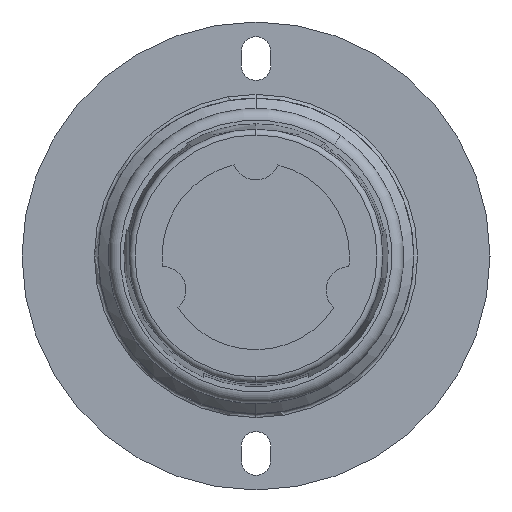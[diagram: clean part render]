
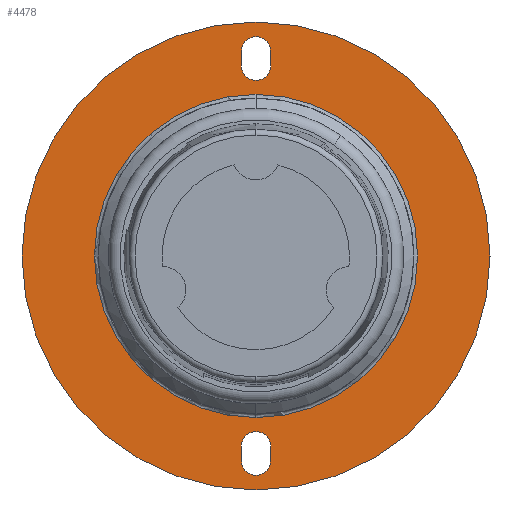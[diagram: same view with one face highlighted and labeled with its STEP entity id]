
A CAD part, left-side view. The second image highlights one B-rep face of the part: STEP entity #4478.
In plain terms, the highlighted planar face has unit normal (-1, 0, 0).
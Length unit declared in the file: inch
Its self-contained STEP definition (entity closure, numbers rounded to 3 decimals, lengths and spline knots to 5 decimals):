
#4 = DIRECTION ( 'NONE',  ( 1., 0., 0. ) ) ;
#29 = DIRECTION ( 'NONE',  ( 0., -1., 0. ) ) ;
#160 = FACE_OUTER_BOUND ( 'NONE', #3981, .T. ) ;
#161 = DIRECTION ( 'NONE',  ( 0., -1., 0. ) ) ;
#162 = VECTOR ( 'NONE', #2230, 39.37008 ) ;
#171 = VERTEX_POINT ( 'NONE', #4520 ) ;
#221 = DIRECTION ( 'NONE',  ( -1., 0., 0. ) ) ;
#239 = DIRECTION ( 'NONE',  ( -1., 0., 0. ) ) ;
#315 = ORIENTED_EDGE ( 'NONE', *, *, #2317, .F. ) ;
#318 = LINE ( 'NONE', #1165, #4137 ) ;
#334 = CIRCLE ( 'NONE', #3364, 0.078 ) ;
#347 = VERTEX_POINT ( 'NONE', #3811 ) ;
#378 = VERTEX_POINT ( 'NONE', #5009 ) ;
#412 = ORIENTED_EDGE ( 'NONE', *, *, #3259, .T. ) ;
#423 = EDGE_CURVE ( 'NONE', #3698, #171, #3587, .T. ) ;
#465 = EDGE_LOOP ( 'NONE', ( #1776, #5136, #1574, #412 ) ) ;
#541 = VERTEX_POINT ( 'NONE', #3743 ) ;
#617 = AXIS2_PLACEMENT_3D ( 'NONE', #5309, #4874, #2384 ) ;
#634 = PLANE ( 'NONE',  #3481 ) ;
#756 = VECTOR ( 'NONE', #1840, 39.37008 ) ;
#791 = VERTEX_POINT ( 'NONE', #1478 ) ;
#800 = ORIENTED_EDGE ( 'NONE', *, *, #1952, .F. ) ;
#810 = CARTESIAN_POINT ( 'NONE',  ( -0.171, 0., 0. ) ) ;
#1041 = EDGE_CURVE ( 'NONE', #3291, #1312, #1811, .T. ) ;
#1120 = CIRCLE ( 'NONE', #4832, 1.25 ) ;
#1133 = EDGE_LOOP ( 'NONE', ( #3238, #2410, #3178, #800 ) ) ;
#1165 = CARTESIAN_POINT ( 'NONE',  ( -0.171, 0.078, 0. ) ) ;
#1220 = ORIENTED_EDGE ( 'NONE', *, *, #2625, .F. ) ;
#1286 = AXIS2_PLACEMENT_3D ( 'NONE', #4410, #239, #3913 ) ;
#1312 = VERTEX_POINT ( 'NONE', #4732 ) ;
#1406 = DIRECTION ( 'NONE',  ( 1., 0., 0. ) ) ;
#1429 = ORIENTED_EDGE ( 'NONE', *, *, #3765, .T. ) ;
#1452 = DIRECTION ( 'NONE',  ( 0., -1., 0. ) ) ;
#1478 = CARTESIAN_POINT ( 'NONE',  ( -0.171, 0., -1.25 ) ) ;
#1507 = CARTESIAN_POINT ( 'NONE',  ( -0.171, -0.078, 1.0155 ) ) ;
#1523 = DIRECTION ( 'NONE',  ( 0., 1., 0. ) ) ;
#1574 = ORIENTED_EDGE ( 'NONE', *, *, #3155, .T. ) ;
#1587 = VERTEX_POINT ( 'NONE', #4675 ) ;
#1662 = EDGE_CURVE ( 'NONE', #3291, #3389, #3863, .T. ) ;
#1717 = CIRCLE ( 'NONE', #617, 1.25 ) ;
#1776 = ORIENTED_EDGE ( 'NONE', *, *, #423, .T. ) ;
#1811 = LINE ( 'NONE', #5118, #756 ) ;
#1840 = DIRECTION ( 'NONE',  ( 0., 0., 1. ) ) ;
#1844 = CARTESIAN_POINT ( 'NONE',  ( -0.171, 0., 0. ) ) ;
#1874 = AXIS2_PLACEMENT_3D ( 'NONE', #3097, #2213, #161 ) ;
#1881 = EDGE_CURVE ( 'NONE', #171, #541, #5343, .T. ) ;
#1952 = EDGE_CURVE ( 'NONE', #5207, #1312, #4662, .T. ) ;
#2160 = FACE_BOUND ( 'NONE', #1133, .T. ) ;
#2177 = LINE ( 'NONE', #5050, #162 ) ;
#2213 = DIRECTION ( 'NONE',  ( 1., 0., 0. ) ) ;
#2230 = DIRECTION ( 'NONE',  ( 0., 0., -1. ) ) ;
#2267 = VERTEX_POINT ( 'NONE', #2398 ) ;
#2317 = EDGE_CURVE ( 'NONE', #1587, #791, #1120, .T. ) ;
#2371 = CARTESIAN_POINT ( 'NONE',  ( -0.171, -0.078, 0. ) ) ;
#2384 = DIRECTION ( 'NONE',  ( 0., 0., 1. ) ) ;
#2398 = CARTESIAN_POINT ( 'NONE',  ( -0.171, 0.078, -1.0155 ) ) ;
#2410 = ORIENTED_EDGE ( 'NONE', *, *, #1662, .F. ) ;
#2477 = VECTOR ( 'NONE', #4012, 39.37008 ) ;
#2540 = CARTESIAN_POINT ( 'NONE',  ( -0.171, 0., -1.0155 ) ) ;
#2596 = FACE_BOUND ( 'NONE', #2909, .T. ) ;
#2606 = DIRECTION ( 'NONE',  ( 0., 0., 1. ) ) ;
#2625 = EDGE_CURVE ( 'NONE', #791, #1587, #1717, .T. ) ;
#2810 = DIRECTION ( 'NONE',  ( 0., 0., 1. ) ) ;
#2862 = DIRECTION ( 'NONE',  ( 1., 0., 0. ) ) ;
#2875 = CIRCLE ( 'NONE', #4950, 0.863 ) ;
#2909 = EDGE_LOOP ( 'NONE', ( #1429, #4797 ) ) ;
#3097 = CARTESIAN_POINT ( 'NONE',  ( -0.171, 0., -1.0935 ) ) ;
#3126 = CARTESIAN_POINT ( 'NONE',  ( -0.171, 0., 0. ) ) ;
#3137 = AXIS2_PLACEMENT_3D ( 'NONE', #3126, #1406, #2606 ) ;
#3155 = EDGE_CURVE ( 'NONE', #541, #2267, #318, .T. ) ;
#3178 = ORIENTED_EDGE ( 'NONE', *, *, #1041, .T. ) ;
#3238 = ORIENTED_EDGE ( 'NONE', *, *, #3344, .T. ) ;
#3259 = EDGE_CURVE ( 'NONE', #2267, #3698, #334, .T. ) ;
#3291 = VERTEX_POINT ( 'NONE', #4557 ) ;
#3300 = DIRECTION ( 'NONE',  ( 0., 0., 1. ) ) ;
#3344 = EDGE_CURVE ( 'NONE', #5207, #3389, #2177, .T. ) ;
#3364 = AXIS2_PLACEMENT_3D ( 'NONE', #2540, #4, #29 ) ;
#3389 = VERTEX_POINT ( 'NONE', #1507 ) ;
#3401 = CARTESIAN_POINT ( 'NONE',  ( -0.171, -0.078, 1.0935 ) ) ;
#3423 = CARTESIAN_POINT ( 'NONE',  ( -0.171, -0.078, -1.0155 ) ) ;
#3481 = AXIS2_PLACEMENT_3D ( 'NONE', #3977, #5150, #1523 ) ;
#3499 = DIRECTION ( 'NONE',  ( 1., 0., 0. ) ) ;
#3587 = LINE ( 'NONE', #2371, #2477 ) ;
#3608 = AXIS2_PLACEMENT_3D ( 'NONE', #3921, #221, #1452 ) ;
#3697 = EDGE_CURVE ( 'NONE', #347, #378, #4434, .T. ) ;
#3698 = VERTEX_POINT ( 'NONE', #3423 ) ;
#3743 = CARTESIAN_POINT ( 'NONE',  ( -0.171, 0.078, -1.0935 ) ) ;
#3765 = EDGE_CURVE ( 'NONE', #378, #347, #2875, .T. ) ;
#3808 = FACE_BOUND ( 'NONE', #465, .T. ) ;
#3811 = CARTESIAN_POINT ( 'NONE',  ( -0.171, 0., 0.863 ) ) ;
#3863 = CIRCLE ( 'NONE', #3608, 0.078 ) ;
#3913 = DIRECTION ( 'NONE',  ( 0., -1., 0. ) ) ;
#3921 = CARTESIAN_POINT ( 'NONE',  ( -0.171, 0., 1.0155 ) ) ;
#3977 = CARTESIAN_POINT ( 'NONE',  ( -0.171, 0., 1.0565 ) ) ;
#3981 = EDGE_LOOP ( 'NONE', ( #1220, #315 ) ) ;
#4012 = DIRECTION ( 'NONE',  ( 0., 0., -1. ) ) ;
#4137 = VECTOR ( 'NONE', #2810, 39.37008 ) ;
#4284 = DIRECTION ( 'NONE',  ( 0., 0., 1. ) ) ;
#4410 = CARTESIAN_POINT ( 'NONE',  ( -0.171, 0., 1.0935 ) ) ;
#4434 = CIRCLE ( 'NONE', #3137, 0.863 ) ;
#4478 = ADVANCED_FACE ( 'NONE', ( #2160, #3808, #2596, #160 ), #634, .F. ) ;
#4520 = CARTESIAN_POINT ( 'NONE',  ( -0.171, -0.078, -1.0935 ) ) ;
#4557 = CARTESIAN_POINT ( 'NONE',  ( -0.171, 0.078, 1.0155 ) ) ;
#4662 = CIRCLE ( 'NONE', #1286, 0.078 ) ;
#4675 = CARTESIAN_POINT ( 'NONE',  ( -0.171, 0., 1.25 ) ) ;
#4732 = CARTESIAN_POINT ( 'NONE',  ( -0.171, 0.078, 1.0935 ) ) ;
#4797 = ORIENTED_EDGE ( 'NONE', *, *, #3697, .T. ) ;
#4832 = AXIS2_PLACEMENT_3D ( 'NONE', #810, #2862, #3300 ) ;
#4874 = DIRECTION ( 'NONE',  ( 1., 0., 0. ) ) ;
#4950 = AXIS2_PLACEMENT_3D ( 'NONE', #1844, #3499, #4284 ) ;
#5009 = CARTESIAN_POINT ( 'NONE',  ( -0.171, 0., -0.863 ) ) ;
#5050 = CARTESIAN_POINT ( 'NONE',  ( -0.171, -0.078, 0. ) ) ;
#5118 = CARTESIAN_POINT ( 'NONE',  ( -0.171, 0.078, 0. ) ) ;
#5136 = ORIENTED_EDGE ( 'NONE', *, *, #1881, .T. ) ;
#5150 = DIRECTION ( 'NONE',  ( 1., 0., 0. ) ) ;
#5207 = VERTEX_POINT ( 'NONE', #3401 ) ;
#5309 = CARTESIAN_POINT ( 'NONE',  ( -0.171, 0., 0. ) ) ;
#5343 = CIRCLE ( 'NONE', #1874, 0.078 ) ;
